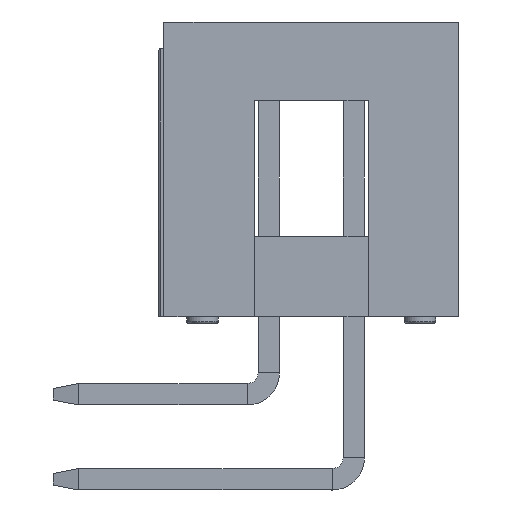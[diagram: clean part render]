
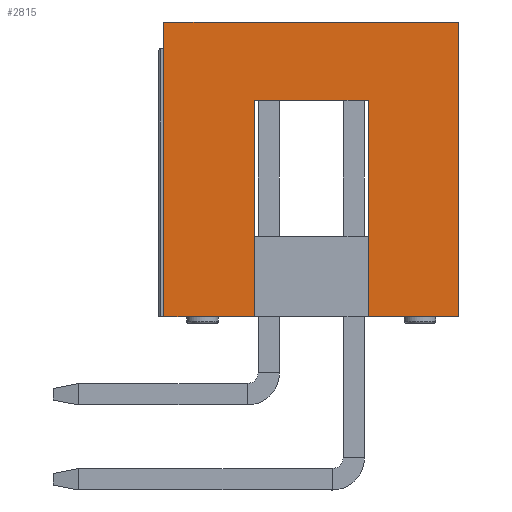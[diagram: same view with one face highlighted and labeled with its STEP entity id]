
A CAD part, left-side view. The second image highlights one B-rep face of the part: STEP entity #2815.
In plain terms, the highlighted planar face has unit normal (-1, 0, 0).
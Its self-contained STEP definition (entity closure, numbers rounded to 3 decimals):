
#1612=CARTESIAN_POINT('',(-20.32,4.4,6.4));
#1613=VERTEX_POINT('',#1612);
#1620=CARTESIAN_POINT('',(-20.32,-4.4,6.4));
#1621=VERTEX_POINT('',#1620);
#1622=CARTESIAN_POINT('',(-20.32,4.4,6.4));
#1623=DIRECTION('',(0.,-1.,0.));
#1624=VECTOR('',#1623,8.8);
#1625=LINE('',#1622,#1624);
#1626=EDGE_CURVE('',#1613,#1621,#1625,.T.);
#2726=CARTESIAN_POINT('',(-20.32,4.4,-2.4));
#2727=VERTEX_POINT('',#2726);
#2734=CARTESIAN_POINT('',(-20.32,4.4,-2.4));
#2735=DIRECTION('',(0.,0.,1.));
#2736=VECTOR('',#2735,8.8);
#2737=LINE('',#2734,#2736);
#2738=EDGE_CURVE('',#2727,#1613,#2737,.T.);
#2760=CARTESIAN_POINT('',(-20.32,0.,2.));
#2761=DIRECTION('',(0.,-1.,0.));
#2762=DIRECTION('',(-1.,0.,0.));
#2763=AXIS2_PLACEMENT_3D('',#2760,#2762,#2761);
#2764=PLANE('',#2763);
#2765=ORIENTED_EDGE('',*,*,#2738,.F.);
#2766=CARTESIAN_POINT('',(-20.32,1.7,-2.4));
#2767=VERTEX_POINT('',#2766);
#2768=CARTESIAN_POINT('',(-20.32,4.4,-2.4));
#2769=DIRECTION('',(0.,-1.,0.));
#2770=VECTOR('',#2769,2.7);
#2771=LINE('',#2768,#2770);
#2772=EDGE_CURVE('',#2727,#2767,#2771,.T.);
#2773=ORIENTED_EDGE('',*,*,#2772,.T.);
#2774=CARTESIAN_POINT('',(-20.32,1.7,4.06));
#2775=VERTEX_POINT('',#2774);
#2776=CARTESIAN_POINT('',(-20.32,1.7,-2.4));
#2777=DIRECTION('',(0.,0.,1.));
#2778=VECTOR('',#2777,6.46);
#2779=LINE('',#2776,#2778);
#2780=EDGE_CURVE('',#2767,#2775,#2779,.T.);
#2781=ORIENTED_EDGE('',*,*,#2780,.T.);
#2782=CARTESIAN_POINT('',(-20.32,-1.7,4.06));
#2783=VERTEX_POINT('',#2782);
#2784=CARTESIAN_POINT('',(-20.32,1.7,4.06));
#2785=DIRECTION('',(0.,-1.,0.));
#2786=VECTOR('',#2785,3.4);
#2787=LINE('',#2784,#2786);
#2788=EDGE_CURVE('',#2775,#2783,#2787,.T.);
#2789=ORIENTED_EDGE('',*,*,#2788,.T.);
#2790=CARTESIAN_POINT('',(-20.32,-1.7,-2.4));
#2791=VERTEX_POINT('',#2790);
#2792=CARTESIAN_POINT('',(-20.32,-1.7,4.06));
#2793=DIRECTION('',(0.,0.,-1.));
#2794=VECTOR('',#2793,6.46);
#2795=LINE('',#2792,#2794);
#2796=EDGE_CURVE('',#2783,#2791,#2795,.T.);
#2797=ORIENTED_EDGE('',*,*,#2796,.T.);
#2798=CARTESIAN_POINT('',(-20.32,-4.4,-2.4));
#2799=VERTEX_POINT('',#2798);
#2800=CARTESIAN_POINT('',(-20.32,-1.7,-2.4));
#2801=DIRECTION('',(0.,-1.,0.));
#2802=VECTOR('',#2801,2.7);
#2803=LINE('',#2800,#2802);
#2804=EDGE_CURVE('',#2791,#2799,#2803,.T.);
#2805=ORIENTED_EDGE('',*,*,#2804,.T.);
#2806=CARTESIAN_POINT('',(-20.32,-4.4,-2.4));
#2807=DIRECTION('',(0.,0.,1.));
#2808=VECTOR('',#2807,8.8);
#2809=LINE('',#2806,#2808);
#2810=EDGE_CURVE('',#2799,#1621,#2809,.T.);
#2811=ORIENTED_EDGE('',*,*,#2810,.T.);
#2812=ORIENTED_EDGE('',*,*,#1626,.F.);
#2813=EDGE_LOOP('',(#2765,#2773,#2781,#2789,#2797,#2805,#2811,#2812));
#2814=FACE_OUTER_BOUND('',#2813,.T.);
#2815=ADVANCED_FACE('',(#2814),#2764,.T.);
